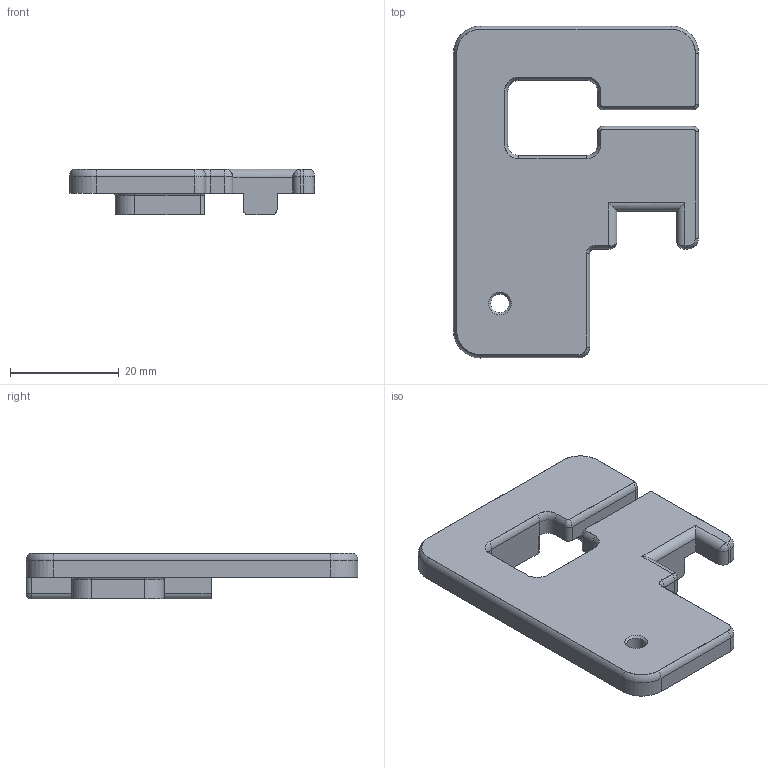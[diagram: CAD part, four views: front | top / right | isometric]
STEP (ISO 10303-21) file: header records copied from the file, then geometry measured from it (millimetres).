
FILE_DESCRIPTION(/* description */ ('','CAx-IF Rec.Pracs.---Representation and Presentation of Product Manufacturing Information (PMI)---4.0---2014-10-13'),/* implementation_level */ '2;1');
FILE_NAME(/* name */ 'cable_routing_z_belt_cover_a_mod_v2_cutout_rail.4 v1.step',/* time_stamp */ '2025-01-31T15:36:47+01:00',/* author */ (''),/* organization */ (''),/* preprocessor_version */ 'ST-DEVELOPER v20',/* originating_system */ 'Autodesk Translation Framework v13.20.0.188',/* authorisation */ '');
FILE_SCHEMA (('AP242_MANAGED_MODEL_BASED_3D_ENGINEERING_MIM_LF { 1 0 10303 442 1 1 4 }'));
Length unit declared in the file: millimetre
Products named in the file (1): VORON2_v2.4_Assembly
Bounding box: 45.04 x 61 x 8.4 mm (x, y, z)
Volume: 8880.3 mm3; surface area: 5948.4 mm2
Topology: 1 solids, 1 shells, 160 faces, 384 edges, 226 vertices
Faces by surface type: cylinder 63, plane 54, cone 15, torus 12, bspline 8, sphere 8
Full cylindrical faces by diameter (mm): 3.4 x1
Entity records: 4696 total; most frequent: CARTESIAN_POINT 875, DIRECTION 848, ORIENTED_EDGE 768, EDGE_CURVE 384, AXIS2_PLACEMENT_3D 317, VERTEX_POINT 226, LINE 214, VECTOR 214
